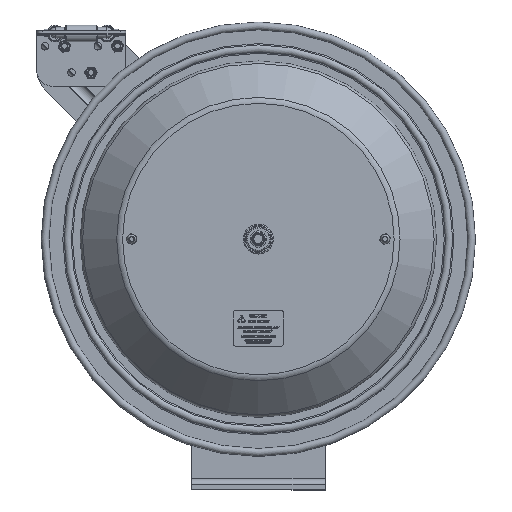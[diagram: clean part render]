
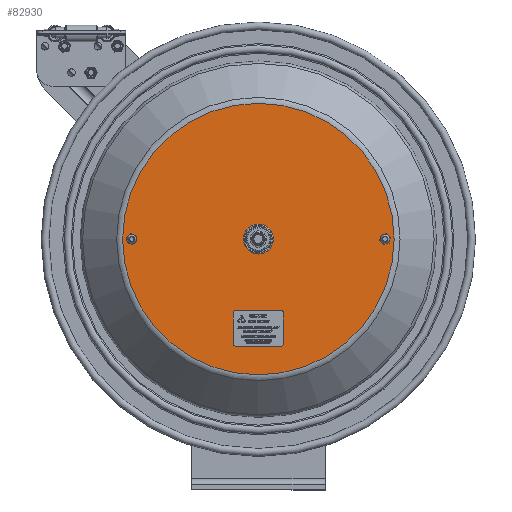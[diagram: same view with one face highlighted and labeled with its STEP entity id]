
A CAD part, top view. The second image highlights one B-rep face of the part: STEP entity #82930.
In plain terms, the highlighted planar face has unit normal (0, 0, 1).
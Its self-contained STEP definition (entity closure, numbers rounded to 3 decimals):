
#4649=FACE_BOUND('',#11585,.T.);
#4650=FACE_BOUND('',#11586,.T.);
#4651=FACE_BOUND('',#11587,.T.);
#6495=CIRCLE('',#88034,6.095);
#6496=CIRCLE('',#88035,6.095);
#6498=CIRCLE('',#88038,0.625);
#6499=CIRCLE('',#88039,0.14);
#6500=CIRCLE('',#88040,0.14);
#8063=FACE_OUTER_BOUND('',#11584,.T.);
#11584=EDGE_LOOP('',(#60897,#60898));
#11585=EDGE_LOOP('',(#60899));
#11586=EDGE_LOOP('',(#60900));
#11587=EDGE_LOOP('',(#60901));
#34220=VERTEX_POINT('',#115300);
#34221=VERTEX_POINT('',#115301);
#34222=VERTEX_POINT('',#115306);
#34223=VERTEX_POINT('',#115308);
#34224=VERTEX_POINT('',#115310);
#45167=EDGE_CURVE('',#34220,#34221,#6495,.T.);
#45168=EDGE_CURVE('',#34221,#34220,#6496,.T.);
#45170=EDGE_CURVE('',#34222,#34222,#6498,.T.);
#45171=EDGE_CURVE('',#34223,#34223,#6499,.T.);
#45172=EDGE_CURVE('',#34224,#34224,#6500,.T.);
#60897=ORIENTED_EDGE('',*,*,#45167,.T.);
#60898=ORIENTED_EDGE('',*,*,#45168,.T.);
#60899=ORIENTED_EDGE('',*,*,#45170,.T.);
#60900=ORIENTED_EDGE('',*,*,#45171,.T.);
#60901=ORIENTED_EDGE('',*,*,#45172,.T.);
#77048=PLANE('',#88037);
#82930=ADVANCED_FACE('',(#8063,#4649,#4650,#4651),#77048,.T.);
#88034=AXIS2_PLACEMENT_3D('',#115302,#96466,#96467);
#88035=AXIS2_PLACEMENT_3D('',#115303,#96468,#96469);
#88037=AXIS2_PLACEMENT_3D('',#115305,#96472,#96473);
#88038=AXIS2_PLACEMENT_3D('',#115307,#96474,#96475);
#88039=AXIS2_PLACEMENT_3D('',#115309,#96476,#96477);
#88040=AXIS2_PLACEMENT_3D('',#115311,#96478,#96479);
#96466=DIRECTION('center_axis',(0.,0.,
1.));
#96467=DIRECTION('ref_axis',(-1.,0.,0.));
#96468=DIRECTION('center_axis',(0.,0.,
1.));
#96469=DIRECTION('ref_axis',(-1.,0.,0.));
#96472=DIRECTION('center_axis',(0.,0.,
1.));
#96473=DIRECTION('ref_axis',(0.,-1.,0.));
#96474=DIRECTION('center_axis',(0.,0.,
-1.));
#96475=DIRECTION('ref_axis',(1.,0.,0.));
#96476=DIRECTION('center_axis',(0.,0.,
-1.));
#96477=DIRECTION('ref_axis',(1.,0.,0.));
#96478=DIRECTION('center_axis',(0.,0.,
-1.));
#96479=DIRECTION('ref_axis',(1.,0.,0.));
#115300=CARTESIAN_POINT('',(-6.095,11.252,8.24));
#115301=CARTESIAN_POINT('',(0.,17.347,8.24));
#115302=CARTESIAN_POINT('Origin',(0.,11.252,
8.24));
#115303=CARTESIAN_POINT('Origin',(0.,11.252,
8.24));
#115305=CARTESIAN_POINT('Origin',(-3.047,11.252,8.24));
#115306=CARTESIAN_POINT('',(0.625,11.252,8.24));
#115307=CARTESIAN_POINT('Origin',(0.,11.252,
8.24));
#115308=CARTESIAN_POINT('',(5.83,11.252,8.24));
#115309=CARTESIAN_POINT('Origin',(5.69,11.252,8.24));
#115310=CARTESIAN_POINT('',(-5.55,11.252,8.24));
#115311=CARTESIAN_POINT('Origin',(-5.69,11.252,8.24));
